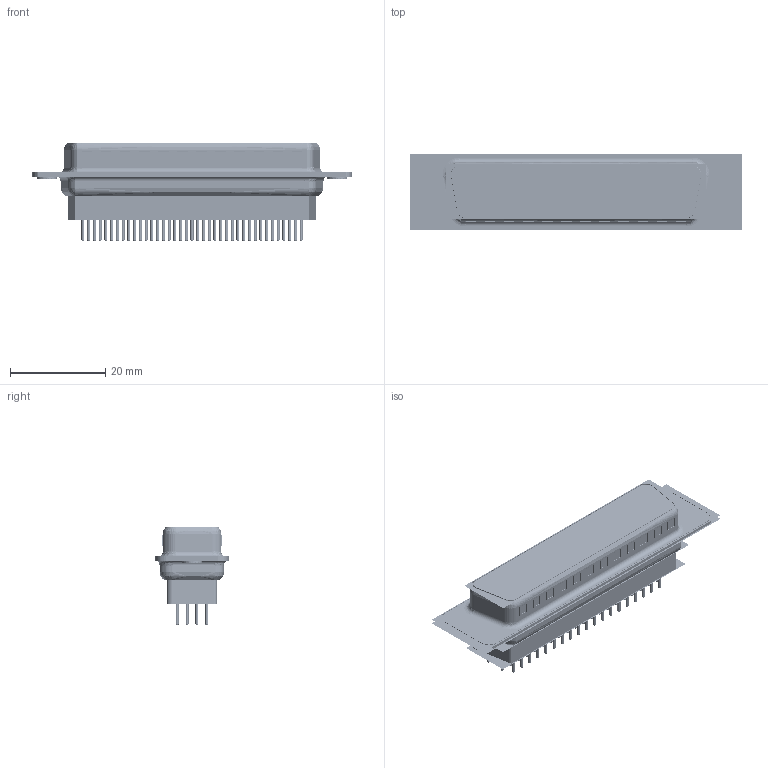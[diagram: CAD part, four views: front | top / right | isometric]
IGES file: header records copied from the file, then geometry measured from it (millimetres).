
Start section:  PTC IGES file: spc15386_asm.igs
Global section: file name: spc15386_asm.igs; native system: Pro/ENGINEER by Parametric Technology Corporation; preprocessor: 2009360; author: yang; organization: Unknown; date: 20150812.161607; units: millimetre
Bounding box: 69.68 x 16.02 x 20.73 mm (x, y, z)
Volume: 14471.3 mm3; surface area: 165785.9 mm2
Topology: 421 solids, 421 shells, 14508 faces, 70836 edges, 88124 vertices
Faces by surface type: revolution 12184, bspline 2324
